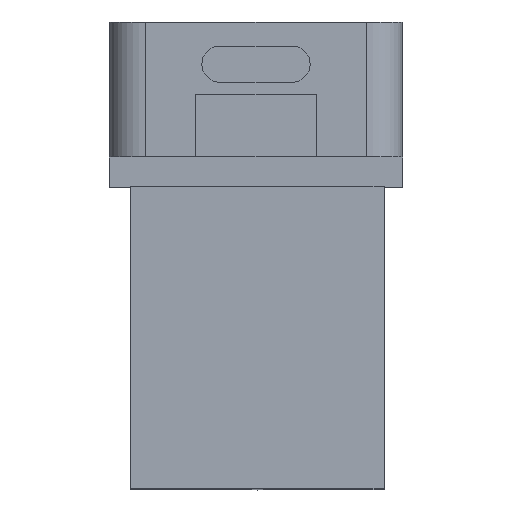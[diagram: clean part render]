
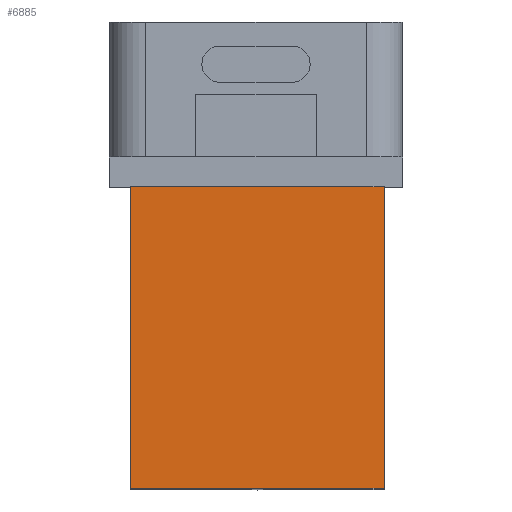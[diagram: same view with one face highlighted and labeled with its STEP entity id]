
A CAD part, top view. The second image highlights one B-rep face of the part: STEP entity #6885.
In plain terms, the highlighted planar face has unit normal (0, 0, 1).
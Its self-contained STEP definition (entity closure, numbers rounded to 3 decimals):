
#736=PLANE('',#7349);
#1110=FACE_OUTER_BOUND('',#1520,.T.);
#1520=EDGE_LOOP('',(#6442,#6443,#6444,#6445));
#2030=LINE('',#20262,#2547);
#2034=LINE('',#20269,#2551);
#2035=LINE('',#20271,#2552);
#2036=LINE('',#20272,#2553);
#2547=VECTOR('',#8725,10.);
#2551=VECTOR('',#8733,10.);
#2552=VECTOR('',#8734,10.);
#2553=VECTOR('',#8735,10.);
#3398=VERTEX_POINT('',#20259);
#3399=VERTEX_POINT('',#20261);
#3400=VERTEX_POINT('',#20268);
#3401=VERTEX_POINT('',#20270);
#4414=EDGE_CURVE('',#3398,#3399,#2030,.T.);
#4418=EDGE_CURVE('',#3400,#3399,#2034,.T.);
#4419=EDGE_CURVE('',#3401,#3398,#2035,.T.);
#4420=EDGE_CURVE('',#3401,#3400,#2036,.T.);
#6442=ORIENTED_EDGE('',*,*,#4418,.T.);
#6443=ORIENTED_EDGE('',*,*,#4414,.F.);
#6444=ORIENTED_EDGE('',*,*,#4419,.F.);
#6445=ORIENTED_EDGE('',*,*,#4420,.T.);
#6885=ADVANCED_FACE('',(#1110),#736,.T.);
#7349=AXIS2_PLACEMENT_3D('',#20267,#8731,#8732);
#8725=DIRECTION('',(-1.,0.,0.));
#8731=DIRECTION('center_axis',(0.,0.,1.));
#8732=DIRECTION('ref_axis',(1.,0.,0.));
#8733=DIRECTION('',(0.,-1.,0.));
#8734=DIRECTION('',(0.,-1.,0.));
#8735=DIRECTION('',(-1.,0.,0.));
#20259=CARTESIAN_POINT('',(10.52,-10.484,5.));
#20261=CARTESIAN_POINT('',(-10.52,-10.484,5.));
#20262=CARTESIAN_POINT('',(-10.52,-10.484,5.));
#20267=CARTESIAN_POINT('Origin',(0.,12.52,5.));
#20268=CARTESIAN_POINT('',(-10.52,14.52,5.));
#20269=CARTESIAN_POINT('',(-10.52,14.52,5.));
#20270=CARTESIAN_POINT('',(10.52,14.52,5.));
#20271=CARTESIAN_POINT('',(10.52,10.52,5.));
#20272=CARTESIAN_POINT('',(10.52,14.52,5.));
